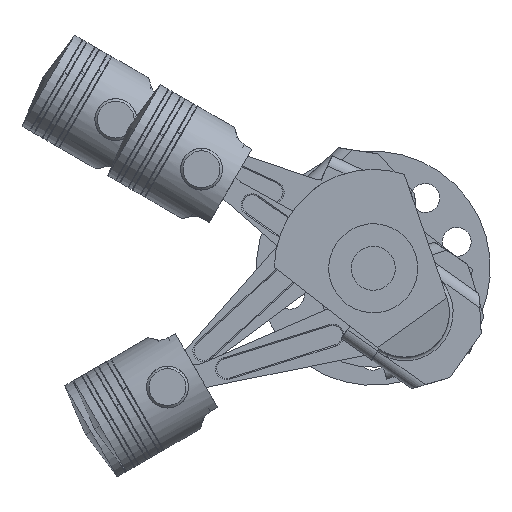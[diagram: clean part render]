
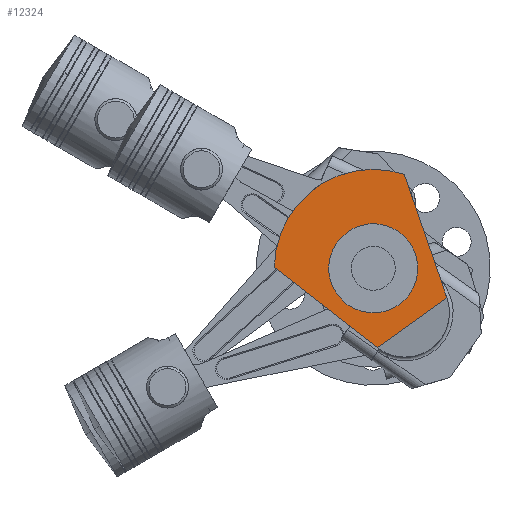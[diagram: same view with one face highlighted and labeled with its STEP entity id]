
A CAD part, left-side view. The second image highlights one B-rep face of the part: STEP entity #12324.
In plain terms, the highlighted planar face has unit normal (-1, 0, 0).
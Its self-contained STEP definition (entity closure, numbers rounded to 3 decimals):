
#367 = AXIS2_PLACEMENT_3D ( 'NONE', #11753, #13015, #4256 ) ;
#718 = ORIENTED_EDGE ( 'NONE', *, *, #17633, .T. ) ;
#1020 = CARTESIAN_POINT ( 'NONE',  ( 38., -44., 0. ) ) ;
#1442 = CARTESIAN_POINT ( 'NONE',  ( 38., -54.225, -34.518 ) ) ;
#1663 = DIRECTION ( 'NONE',  ( 0., 0., -1. ) ) ;
#1869 = ORIENTED_EDGE ( 'NONE', *, *, #12764, .F. ) ;
#2422 = VERTEX_POINT ( 'NONE', #11638 ) ;
#2912 = FACE_OUTER_BOUND ( 'NONE', #18395, .T. ) ;
#3428 = AXIS2_PLACEMENT_3D ( 'NONE', #1020, #8434, #9857 ) ;
#3742 = CARTESIAN_POINT ( 'NONE',  ( 38., -54.225, 34.518 ) ) ;
#4013 = CIRCLE ( 'NONE', #367, 36. ) ;
#4256 = DIRECTION ( 'NONE',  ( 0., 0., -1. ) ) ;
#4349 = VECTOR ( 'NONE', #5649, 1000. ) ;
#4615 = CARTESIAN_POINT ( 'NONE',  ( 38., 0., 0. ) ) ;
#5649 = DIRECTION ( 'NONE',  ( 0., -0.959, -0.284 ) ) ;
#5693 = CARTESIAN_POINT ( 'NONE',  ( 38., -54.225, -64.57 ) ) ;
#5781 = PLANE ( 'NONE',  #3428 ) ;
#6263 = EDGE_CURVE ( 'NONE', #17296, #16084, #7904, .T. ) ;
#6803 = CIRCLE ( 'NONE', #10733, 80. ) ;
#7113 = FACE_BOUND ( 'NONE', #15313, .T. ) ;
#7398 = VECTOR ( 'NONE', #14775, 1000. ) ;
#7443 = CARTESIAN_POINT ( 'NONE',  ( 38., 0., 0. ) ) ;
#7904 = CIRCLE ( 'NONE', #18522, 36. ) ;
#8434 = DIRECTION ( 'NONE',  ( 1., 0., 0. ) ) ;
#9034 = ORIENTED_EDGE ( 'NONE', *, *, #12376, .T. ) ;
#9668 = CARTESIAN_POINT ( 'NONE',  ( 38., 0., 36. ) ) ;
#9857 = DIRECTION ( 'NONE',  ( 0., 0., -1. ) ) ;
#10186 = DIRECTION ( 'NONE',  ( 0., 0., 1. ) ) ;
#10733 = AXIS2_PLACEMENT_3D ( 'NONE', #7443, #17314, #10186 ) ;
#11603 = ORIENTED_EDGE ( 'NONE', *, *, #6263, .T. ) ;
#11638 = CARTESIAN_POINT ( 'NONE',  ( 38., 47.231, -64.57 ) ) ;
#11753 = CARTESIAN_POINT ( 'NONE',  ( 38., 0., 0. ) ) ;
#12011 = DIRECTION ( 'NONE',  ( 1., 0., 0. ) ) ;
#12324 = ADVANCED_FACE ( 'NONE', ( #2912, #7113 ), #5781, .F. ) ;
#12376 = EDGE_CURVE ( 'NONE', #13221, #16880, #18406, .T. ) ;
#12764 = EDGE_CURVE ( 'NONE', #13221, #2422, #13073, .T. ) ;
#13015 = DIRECTION ( 'NONE',  ( 1., 0., 0. ) ) ;
#13073 = LINE ( 'NONE', #17698, #7398 ) ;
#13221 = VERTEX_POINT ( 'NONE', #1442 ) ;
#13229 = EDGE_CURVE ( 'NONE', #2422, #17163, #6803, .T. ) ;
#14387 = CARTESIAN_POINT ( 'NONE',  ( 38., -54.225, 34.518 ) ) ;
#14766 = ORIENTED_EDGE ( 'NONE', *, *, #18419, .F. ) ;
#14775 = DIRECTION ( 'NONE',  ( 0., 0.959, -0.284 ) ) ;
#14848 = ORIENTED_EDGE ( 'NONE', *, *, #13229, .F. ) ;
#15282 = VECTOR ( 'NONE', #15747, 1000. ) ;
#15313 = EDGE_LOOP ( 'NONE', ( #718, #11603 ) ) ;
#15747 = DIRECTION ( 'NONE',  ( 0., 0., 1. ) ) ;
#16084 = VERTEX_POINT ( 'NONE', #9668 ) ;
#16621 = CARTESIAN_POINT ( 'NONE',  ( 38., 0., -36. ) ) ;
#16880 = VERTEX_POINT ( 'NONE', #3742 ) ;
#17163 = VERTEX_POINT ( 'NONE', #17566 ) ;
#17296 = VERTEX_POINT ( 'NONE', #16621 ) ;
#17314 = DIRECTION ( 'NONE',  ( 1., 0., 0. ) ) ;
#17566 = CARTESIAN_POINT ( 'NONE',  ( 38., 47.231, 64.57 ) ) ;
#17633 = EDGE_CURVE ( 'NONE', #16084, #17296, #4013, .T. ) ;
#17698 = CARTESIAN_POINT ( 'NONE',  ( 38., -54.225, -34.518 ) ) ;
#18395 = EDGE_LOOP ( 'NONE', ( #1869, #9034, #14766, #14848 ) ) ;
#18406 = LINE ( 'NONE', #5693, #15282 ) ;
#18419 = EDGE_CURVE ( 'NONE', #17163, #16880, #18456, .T. ) ;
#18456 = LINE ( 'NONE', #14387, #4349 ) ;
#18522 = AXIS2_PLACEMENT_3D ( 'NONE', #4615, #12011, #1663 ) ;
